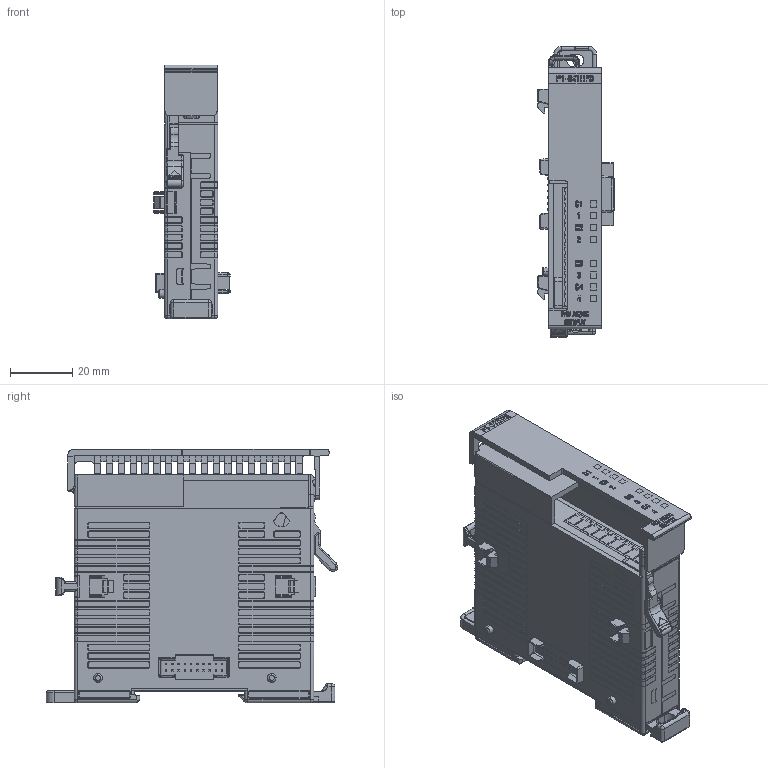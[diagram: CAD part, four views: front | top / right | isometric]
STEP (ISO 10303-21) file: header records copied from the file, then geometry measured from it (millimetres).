
FILE_DESCRIPTION (( 'STEP AP214' ), '1' );
FILE_NAME ('P1-04TEPS.STEP', '2025-09-30T22:36:55', ( '' ), ( '' ), 'SwSTEP 2.0', 'SolidWorks 2024', '' );
FILE_SCHEMA (( 'AUTOMOTIVE_DESIGN' ));
Length unit declared in the file: inch
Products named in the file (1): P1-04TEPS
Bounding box: 24.6 x 93.64 x 81.64 mm (x, y, z)
Volume: 90773.4 mm3; surface area: 29478 mm2
Topology: 18 solids, 18 shells, 4347 faces, 11471 edges, 7355 vertices
Faces by surface type: plane 2321, cylinder 1031, bspline 854, torus 89, sphere 39, cone 13
Entity records: 158030 total; most frequent: CARTESIAN_POINT 56950, ORIENTED_EDGE 22896, DIRECTION 17955, EDGE_CURVE 11448, VERTEX_POINT 7353, LINE 7189, VECTOR 7189, AXIS2_PLACEMENT_3D 5383
